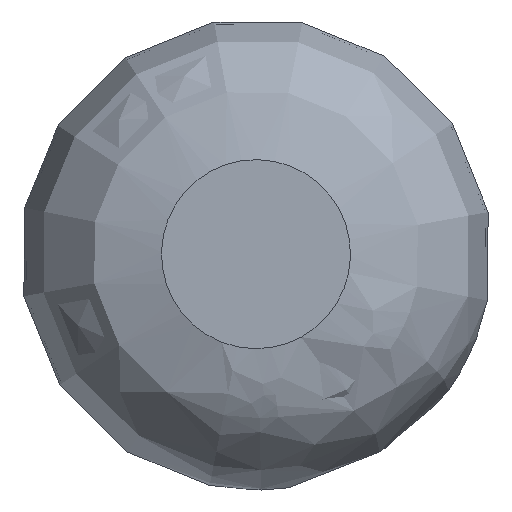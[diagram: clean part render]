
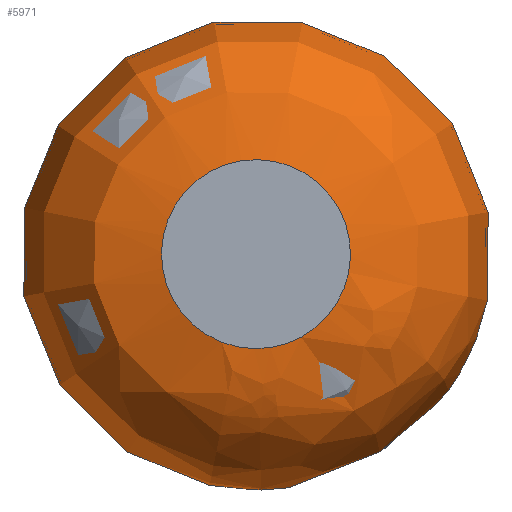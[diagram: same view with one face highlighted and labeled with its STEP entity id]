
A CAD part, front view. The second image highlights one B-rep face of the part: STEP entity #5971.
In plain terms, the highlighted free-form (B-spline) face has degree [2, 2] with [5, 9] control points.
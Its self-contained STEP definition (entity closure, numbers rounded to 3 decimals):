
#102=(
BOUNDED_SURFACE()
B_SPLINE_SURFACE(2,2,((#11592,#11593,#11594,#11595,#11596,#11597,#11598,
#11599,#11600),(#11601,#11602,#11603,#11604,#11605,#11606,#11607,#11608,
#11609),(#11610,#11611,#11612,#11613,#11614,#11615,#11616,#11617,#11618),
(#11619,#11620,#11621,#11622,#11623,#11624,#11625,#11626,#11627),(#11628,
#11629,#11630,#11631,#11632,#11633,#11634,#11635,#11636)),.UNSPECIFIED.,
 .F.,.T.,.F.)
B_SPLINE_SURFACE_WITH_KNOTS((3,2,3),(3,2,2,2,3),(-1.571,-0.538,
0.495),(-3.142,-1.571,0.,1.571,
3.142),.UNSPECIFIED.)
GEOMETRIC_REPRESENTATION_ITEM()
RATIONAL_B_SPLINE_SURFACE(((1.,0.707,1.,0.707,1.,
0.707,1.,0.707,1.),(0.87,0.615,
0.87,0.615,0.87,0.615,
0.87,0.615,0.87),(1.,0.707,
1.,0.707,1.,0.707,1.,0.707,1.),(0.87,
0.615,0.87,0.615,0.87,
0.615,0.87,0.615,0.87),
(1.,0.707,1.,0.707,1.,0.707,1.,0.707,
1.)))
REPRESENTATION_ITEM('')
SURFACE()
);
#838=FACE_OUTER_BOUND('',#1207,.T.);
#1207=EDGE_LOOP('',(#5560,#5561,#5562,#5563,#5564,#5565,#5566));
#2424=CIRCLE('',#6940,66.087);
#2425=CIRCLE('',#6941,66.087);
#2426=CIRCLE('',#6942,153.142);
#2427=CIRCLE('',#6943,153.142);
#2428=CIRCLE('',#6944,153.142);
#2429=CIRCLE('',#6945,98.913);
#3014=VERTEX_POINT('',#11588);
#3015=VERTEX_POINT('',#11589);
#3016=VERTEX_POINT('',#11637);
#3017=VERTEX_POINT('',#11638);
#3018=VERTEX_POINT('',#11640);
#3866=EDGE_CURVE('',#3014,#3015,#2424,.T.);
#3867=EDGE_CURVE('',#3015,#3014,#2425,.T.);
#3868=EDGE_CURVE('',#3016,#3017,#2426,.T.);
#3869=EDGE_CURVE('',#3018,#3016,#2427,.T.);
#3870=EDGE_CURVE('',#3017,#3018,#2428,.T.);
#3871=EDGE_CURVE('',#3017,#3015,#2429,.T.);
#5560=ORIENTED_EDGE('',*,*,#3868,.F.);
#5561=ORIENTED_EDGE('',*,*,#3869,.F.);
#5562=ORIENTED_EDGE('',*,*,#3870,.F.);
#5563=ORIENTED_EDGE('',*,*,#3871,.T.);
#5564=ORIENTED_EDGE('',*,*,#3867,.T.);
#5565=ORIENTED_EDGE('',*,*,#3866,.T.);
#5566=ORIENTED_EDGE('',*,*,#3871,.F.);
#5971=ADVANCED_FACE('',(#838),#102,.F.);
#6940=AXIS2_PLACEMENT_3D('',#11590,#8693,#8694);
#6941=AXIS2_PLACEMENT_3D('',#11591,#8695,#8696);
#6942=AXIS2_PLACEMENT_3D('',#11639,#8697,#8698);
#6943=AXIS2_PLACEMENT_3D('',#11641,#8699,#8700);
#6944=AXIS2_PLACEMENT_3D('',#11642,#8701,#8702);
#6945=AXIS2_PLACEMENT_3D('',#11643,#8703,#8704);
#8693=DIRECTION('center_axis',(0.,-1.,0.));
#8694=DIRECTION('ref_axis',(1.,0.,0.));
#8695=DIRECTION('center_axis',(0.,-1.,0.));
#8696=DIRECTION('ref_axis',(1.,0.,0.));
#8697=DIRECTION('center_axis',(0.,-1.,0.));
#8698=DIRECTION('ref_axis',(1.,0.,0.));
#8699=DIRECTION('center_axis',(0.,-1.,0.));
#8700=DIRECTION('ref_axis',(1.,0.,0.));
#8701=DIRECTION('center_axis',(0.,-1.,0.));
#8702=DIRECTION('ref_axis',(1.,0.,0.));
#8703=DIRECTION('center_axis',(-1.,0.,0.));
#8704=DIRECTION('ref_axis',(0.,0.,1.));
#11588=CARTESIAN_POINT('',(66.087,300.,0.));
#11589=CARTESIAN_POINT('',(0.,300.,66.087));
#11590=CARTESIAN_POINT('Origin',(0.,300.,0.));
#11591=CARTESIAN_POINT('Origin',(0.,300.,0.));
#11592=CARTESIAN_POINT('Ctrl Pts',(0.,300.,66.087));
#11593=CARTESIAN_POINT('Ctrl Pts',(-66.087,300.,66.087));
#11594=CARTESIAN_POINT('Ctrl Pts',(-66.087,300.,0.));
#11595=CARTESIAN_POINT('Ctrl Pts',(-66.087,300.,-66.087));
#11596=CARTESIAN_POINT('Ctrl Pts',(0.,300.,-66.087));
#11597=CARTESIAN_POINT('Ctrl Pts',(66.087,300.,-66.087));
#11598=CARTESIAN_POINT('Ctrl Pts',(66.087,300.,0.));
#11599=CARTESIAN_POINT('Ctrl Pts',(66.087,300.,66.087));
#11600=CARTESIAN_POINT('Ctrl Pts',(0.,300.,66.087));
#11601=CARTESIAN_POINT('Ctrl Pts',(0.,300.,122.245));
#11602=CARTESIAN_POINT('Ctrl Pts',(-122.245,300.,122.245));
#11603=CARTESIAN_POINT('Ctrl Pts',(-122.245,300.,0.));
#11604=CARTESIAN_POINT('Ctrl Pts',(-122.245,300.,-122.245));
#11605=CARTESIAN_POINT('Ctrl Pts',(0.,300.,-122.245));
#11606=CARTESIAN_POINT('Ctrl Pts',(122.245,300.,-122.245));
#11607=CARTESIAN_POINT('Ctrl Pts',(122.245,300.,0.));
#11608=CARTESIAN_POINT('Ctrl Pts',(122.245,300.,122.245));
#11609=CARTESIAN_POINT('Ctrl Pts',(0.,300.,122.245));
#11610=CARTESIAN_POINT('Ctrl Pts',(0.,251.776,
151.025));
#11611=CARTESIAN_POINT('Ctrl Pts',(-151.025,251.776,151.025));
#11612=CARTESIAN_POINT('Ctrl Pts',(-151.025,251.776,0.));
#11613=CARTESIAN_POINT('Ctrl Pts',(-151.025,251.776,-151.025));
#11614=CARTESIAN_POINT('Ctrl Pts',(0.,251.776,
-151.025));
#11615=CARTESIAN_POINT('Ctrl Pts',(151.025,251.776,-151.025));
#11616=CARTESIAN_POINT('Ctrl Pts',(151.025,251.776,0.));
#11617=CARTESIAN_POINT('Ctrl Pts',(151.025,251.776,151.025));
#11618=CARTESIAN_POINT('Ctrl Pts',(0.,251.776,
151.025));
#11619=CARTESIAN_POINT('Ctrl Pts',(0.,203.552,
179.804));
#11620=CARTESIAN_POINT('Ctrl Pts',(-179.804,203.552,179.804));
#11621=CARTESIAN_POINT('Ctrl Pts',(-179.804,203.552,0.));
#11622=CARTESIAN_POINT('Ctrl Pts',(-179.804,203.552,-179.804));
#11623=CARTESIAN_POINT('Ctrl Pts',(0.,203.552,
-179.804));
#11624=CARTESIAN_POINT('Ctrl Pts',(179.804,203.552,-179.804));
#11625=CARTESIAN_POINT('Ctrl Pts',(179.804,203.552,0.));
#11626=CARTESIAN_POINT('Ctrl Pts',(179.804,203.552,179.804));
#11627=CARTESIAN_POINT('Ctrl Pts',(0.,203.552,
179.804));
#11628=CARTESIAN_POINT('Ctrl Pts',(0.,154.126,
153.142));
#11629=CARTESIAN_POINT('Ctrl Pts',(-153.142,154.126,153.142));
#11630=CARTESIAN_POINT('Ctrl Pts',(-153.142,154.126,0.));
#11631=CARTESIAN_POINT('Ctrl Pts',(-153.142,154.126,-153.142));
#11632=CARTESIAN_POINT('Ctrl Pts',(0.,154.126,
-153.142));
#11633=CARTESIAN_POINT('Ctrl Pts',(153.142,154.126,-153.142));
#11634=CARTESIAN_POINT('Ctrl Pts',(153.142,154.126,0.));
#11635=CARTESIAN_POINT('Ctrl Pts',(153.142,154.126,153.142));
#11636=CARTESIAN_POINT('Ctrl Pts',(0.,154.126,
153.142));
#11637=CARTESIAN_POINT('',(153.142,154.126,0.));
#11638=CARTESIAN_POINT('',(0.,154.126,153.142));
#11639=CARTESIAN_POINT('Origin',(0.,154.126,
0.));
#11640=CARTESIAN_POINT('',(-153.142,154.126,0.));
#11641=CARTESIAN_POINT('Origin',(0.,154.126,
0.));
#11642=CARTESIAN_POINT('Origin',(0.,154.126,
0.));
#11643=CARTESIAN_POINT('Origin',(0.,201.087,
66.087));
